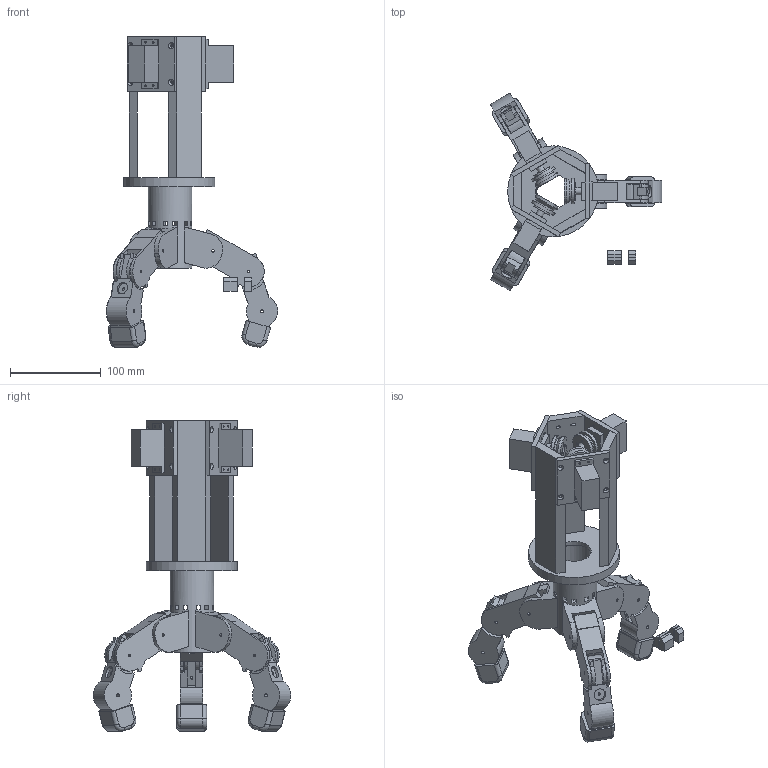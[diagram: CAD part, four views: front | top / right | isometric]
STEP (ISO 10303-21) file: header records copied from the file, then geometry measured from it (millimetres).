
FILE_DESCRIPTION(/* description */ (''),/* implementation_level */ '2;1');
FILE_NAME(/* name */ '263c6c6e-6cce-4a87-8a7f-f4ae8bc13384.stp',/* time_stamp */ '2019-03-11T16:58:40+00:00',/* author */ (''),/* organization */ (''),/* preprocessor_version */ 'ST-DEVELOPER v17.2',/* originating_system */ 'Autodesk Translation Framework v7.6.0.251',/* authorisation */ '');
FILE_SCHEMA (('AUTOMOTIVE_DESIGN { 1 0 10303 214 3 1 1 }'));
Length unit declared in the file: millimetre
Products named in the file (8): Gripper01; finger1; finger2; finger1 (1); finger1 (2); finger2 (1); finger2 (2); centre
Assembly tree (7 placements, depth 2):
  Gripper01
    finger1
    finger2
    finger1 (1)
    finger1 (2)
    finger2 (1)
    finger2 (2)
    centre
Bounding box: 188.32 x 217.25 x 341.4 mm (x, y, z)
Volume: 808051.8 mm3; surface area: 266005 mm2
Topology: 26 solids, 26 shells, 633 faces, 1639 edges, 1071 vertices
Faces by surface type: plane 406, cylinder 197, cone 15, torus 12, bspline 3
Full cylindrical faces by diameter (mm): 2 x36, 2.75 x3, 2.8 x24, 3 x12, 3.2 x9, 8 x3, 10 x3, 13.052 x3, 20 x3, 22 x3, 28 x3, 38 x2, 48 x1, 48.7 x1, 100 x1
Entity records: 20094 total; most frequent: CARTESIAN_POINT 3496, DIRECTION 3420, ORIENTED_EDGE 3278, EDGE_CURVE 1639, AXIS2_PLACEMENT_3D 1151, LINE 1118, VECTOR 1118, VERTEX_POINT 1071
